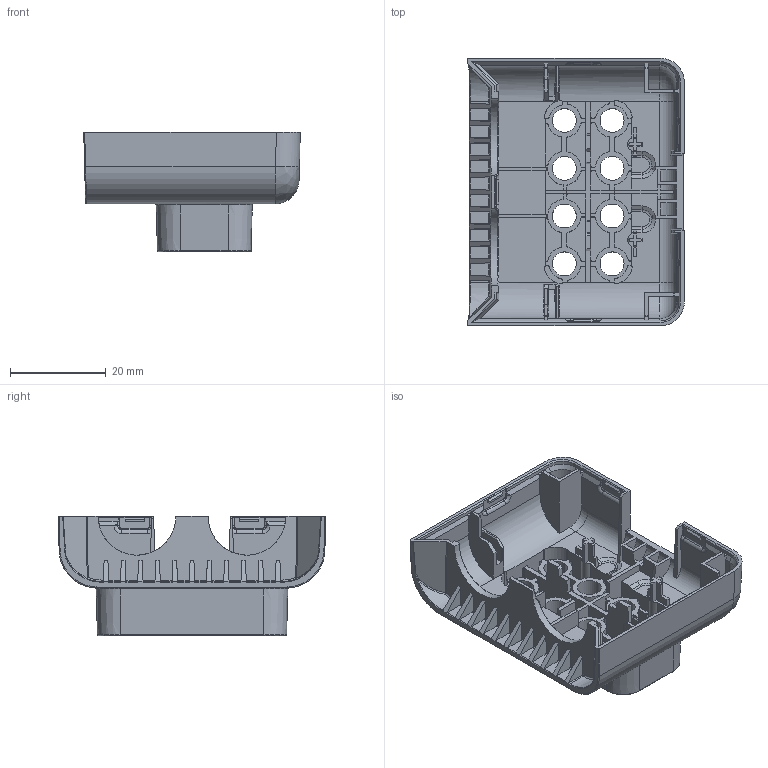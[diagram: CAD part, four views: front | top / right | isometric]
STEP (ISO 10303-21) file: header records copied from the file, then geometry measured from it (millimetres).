
FILE_DESCRIPTION((''),'2;1');
FILE_NAME('USCA-2','2019-07-05T',('Administrator'),(''),'PRO/ENGINEER BY PARAMETRIC TECHNOLOGY CORPORATION, 2007450','PRO/ENGINEER BY PARAMETRIC TECHNOLOGY CORPORATION, 2007450','');
FILE_SCHEMA(('AUTOMOTIVE_DESIGN_CC2 { 1 2 10303 214 -1 1 5 2 }'));
Length unit declared in the file: millimetre
Products named in the file (1): USCA-2
Bounding box: 45.32 x 56 x 25 mm (x, y, z)
Volume: 9467.5 mm3; surface area: 15736.3 mm2
Topology: 1 solids, 1 shells, 959 faces, 2742 edges, 1789 vertices
Faces by surface type: plane 486, cylinder 283, cone 130, torus 34, bspline 22, sphere 2, extrusion 2
Entity records: 42505 total; most frequent: CARTESIAN_POINT 7133, ORIENTED_EDGE 5484, DIRECTION 5237, PRESENTATION_STYLE_ASSIGNMENT 2903, STYLED_ITEM 2743, CURVE_STYLE 2742, EDGE_CURVE 2742, VERTEX_POINT 1789
